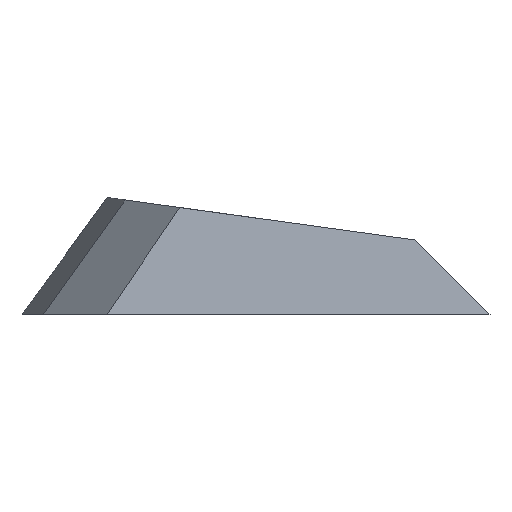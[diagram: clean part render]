
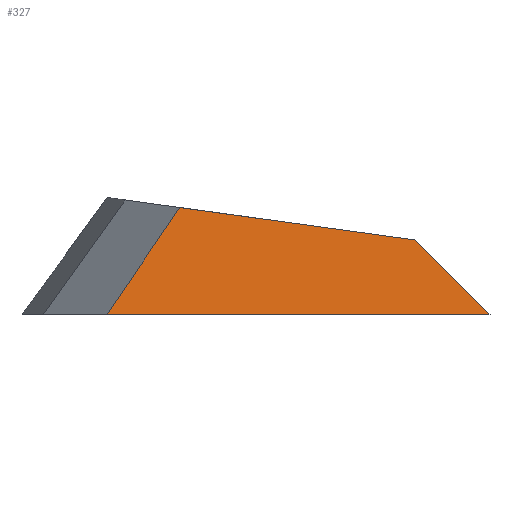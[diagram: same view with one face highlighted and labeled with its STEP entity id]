
A CAD part, left-side view. The second image highlights one B-rep face of the part: STEP entity #327.
In plain terms, the highlighted free-form (B-spline) face has degree [1, 1] with [2, 2] control points.
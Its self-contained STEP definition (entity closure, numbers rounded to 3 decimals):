
#239 = VERTEX_POINT('',#240);
#240 = CARTESIAN_POINT('',(-816.162,539.476,
    485.672));
#245 = EDGE_CURVE('',#246,#239,#248,.T.);
#246 = VERTEX_POINT('',#247);
#247 = CARTESIAN_POINT('',(-832.272,-531.144,
    338.001));
#248 = B_SPLINE_CURVE_WITH_KNOTS('',1,(#249,#250),.UNSPECIFIED.,.F.,.F.,
  (2,2),(-1432.132,-312.884),.PIECEWISE_BEZIER_KNOTS.);
#249 = CARTESIAN_POINT('',(-832.272,-531.144,
    338.001));
#250 = CARTESIAN_POINT('',(-816.162,539.476,
    485.672));
#289 = EDGE_CURVE('',#290,#246,#292,.T.);
#290 = VERTEX_POINT('',#291);
#291 = CARTESIAN_POINT('',(-869.145,-869.145,0.));
#292 = B_SPLINE_CURVE_WITH_KNOTS('',1,(#293,#294),.UNSPECIFIED.,.F.,.F.,
  (2,2),(-915.875,-419.43),.PIECEWISE_BEZIER_KNOTS.);
#293 = CARTESIAN_POINT('',(-869.145,-869.145,
    0.));
#294 = CARTESIAN_POINT('',(-832.272,-531.144,
    338.001));
#327 = ADVANCED_FACE('',(#328),#344,.T.);
#328 = FACE_BOUND('',#329,.T.);
#329 = EDGE_LOOP('',(#330,#331,#332,#339));
#330 = ORIENTED_EDGE('',*,*,#289,.T.);
#331 = ORIENTED_EDGE('',*,*,#245,.T.);
#332 = ORIENTED_EDGE('',*,*,#333,.F.);
#333 = EDGE_CURVE('',#334,#239,#336,.T.);
#334 = VERTEX_POINT('',#335);
#335 = CARTESIAN_POINT('',(-869.145,869.145,0.));
#336 = B_SPLINE_CURVE_WITH_KNOTS('',1,(#337,#338),.UNSPECIFIED.,.F.,.F.,
  (2,2),(0.,610.301),.PIECEWISE_BEZIER_KNOTS.);
#337 = CARTESIAN_POINT('',(-869.145,869.145,0.));
#338 = CARTESIAN_POINT('',(-816.162,539.476,
    485.672));
#339 = ORIENTED_EDGE('',*,*,#340,.T.);
#340 = EDGE_CURVE('',#334,#290,#341,.T.);
#341 = B_SPLINE_CURVE_WITH_KNOTS('',1,(#342,#343),.UNSPECIFIED.,.F.,.F.,
  (2,2),(0.,1800.),.PIECEWISE_BEZIER_KNOTS.);
#342 = CARTESIAN_POINT('',(-869.145,869.145,0.));
#343 = CARTESIAN_POINT('',(-869.145,-869.145,0.));
#344 = B_SPLINE_SURFACE_WITH_KNOTS('',1,1,(
    (#345,#346)
    ,(#347,#348
    )),.UNSPECIFIED.,.F.,.F.,.F.,(2,2),(2,2),(0.,505.898),(
    -1800.,0.),.PIECEWISE_BEZIER_KNOTS.);
#345 = CARTESIAN_POINT('',(-869.145,-869.145,0.));
#346 = CARTESIAN_POINT('',(-869.145,869.145,0.));
#347 = CARTESIAN_POINT('',(-816.162,-869.145,
    485.672));
#348 = CARTESIAN_POINT('',(-816.162,869.145,
    485.672));
